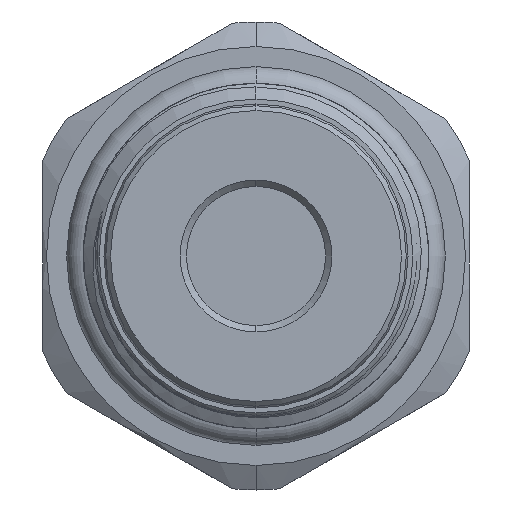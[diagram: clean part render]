
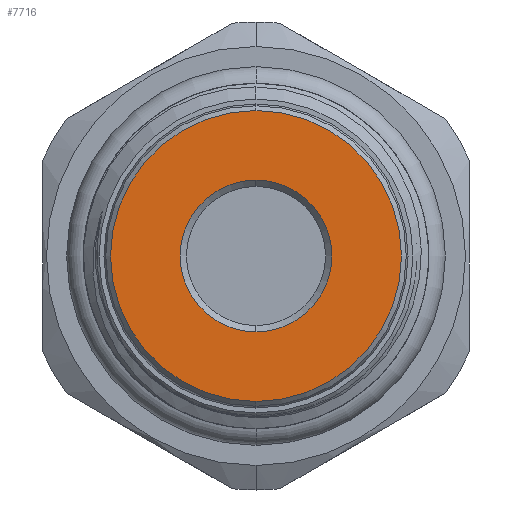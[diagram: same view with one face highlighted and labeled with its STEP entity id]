
A CAD part, left-side view. The second image highlights one B-rep face of the part: STEP entity #7716.
In plain terms, the highlighted planar face has unit normal (-1, 0, 0).
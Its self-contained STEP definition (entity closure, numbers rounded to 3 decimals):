
#147 = FACE_OUTER_BOUND ( 'NONE', #7306, .T. ) ;
#1550 = CARTESIAN_POINT ( 'NONE',  ( -43.6, 0., -4.8 ) ) ;
#2363 = ORIENTED_EDGE ( 'NONE', *, *, #14850, .T. ) ;
#2754 = ORIENTED_EDGE ( 'NONE', *, *, #10989, .T. ) ;
#2911 = CARTESIAN_POINT ( 'NONE',  ( -43.6, 0., 0. ) ) ;
#3015 = DIRECTION ( 'NONE',  ( 0., 0., -1. ) ) ;
#3223 = DIRECTION ( 'NONE',  ( 1., 0., 0. ) ) ;
#3266 = CIRCLE ( 'NONE', #13752, 9.2 ) ;
#3322 = PLANE ( 'NONE',  #13222 ) ;
#3554 = DIRECTION ( 'NONE',  ( 0., 0., -1. ) ) ;
#3725 = ORIENTED_EDGE ( 'NONE', *, *, #13094, .T. ) ;
#3739 = EDGE_CURVE ( 'NONE', #5070, #14909, #3266, .T. ) ;
#5070 = VERTEX_POINT ( 'NONE', #11700 ) ;
#5771 = CARTESIAN_POINT ( 'NONE',  ( -43.6, 0., 4.8 ) ) ;
#6024 = DIRECTION ( 'NONE',  ( 0., 0., -1. ) ) ;
#6050 = AXIS2_PLACEMENT_3D ( 'NONE', #14713, #7016, #8304 ) ;
#6242 = DIRECTION ( 'NONE',  ( 1., 0., 0. ) ) ;
#6735 = CIRCLE ( 'NONE', #6050, 4.8 ) ;
#7016 = DIRECTION ( 'NONE',  ( 1., 0., 0. ) ) ;
#7220 = CARTESIAN_POINT ( 'NONE',  ( -43.6, 0., 0. ) ) ;
#7306 = EDGE_LOOP ( 'NONE', ( #16024, #3725 ) ) ;
#7579 = AXIS2_PLACEMENT_3D ( 'NONE', #2911, #13412, #3015 ) ;
#7716 = ADVANCED_FACE ( 'NONE', ( #13038, #147 ), #3322, .F. ) ;
#8304 = DIRECTION ( 'NONE',  ( 0., 0., -1. ) ) ;
#8576 = CIRCLE ( 'NONE', #10607, 4.8 ) ;
#8776 = CARTESIAN_POINT ( 'NONE',  ( -43.6, 0., 0. ) ) ;
#10057 = DIRECTION ( 'NONE',  ( -1., 0., 0. ) ) ;
#10314 = CARTESIAN_POINT ( 'NONE',  ( -43.6, 0., 9.2 ) ) ;
#10374 = VERTEX_POINT ( 'NONE', #1550 ) ;
#10607 = AXIS2_PLACEMENT_3D ( 'NONE', #7220, #3223, #16226 ) ;
#10989 = EDGE_CURVE ( 'NONE', #10374, #16369, #6735, .T. ) ;
#11654 = EDGE_LOOP ( 'NONE', ( #2363, #2754 ) ) ;
#11700 = CARTESIAN_POINT ( 'NONE',  ( -43.6, 0., -9.2 ) ) ;
#13038 = FACE_BOUND ( 'NONE', #11654, .T. ) ;
#13094 = EDGE_CURVE ( 'NONE', #14909, #5070, #14435, .T. ) ;
#13222 = AXIS2_PLACEMENT_3D ( 'NONE', #13610, #6242, #3554 ) ;
#13412 = DIRECTION ( 'NONE',  ( -1., 0., 0. ) ) ;
#13610 = CARTESIAN_POINT ( 'NONE',  ( -43.6, 0., 0. ) ) ;
#13752 = AXIS2_PLACEMENT_3D ( 'NONE', #8776, #10057, #6024 ) ;
#14435 = CIRCLE ( 'NONE', #7579, 9.2 ) ;
#14713 = CARTESIAN_POINT ( 'NONE',  ( -43.6, 0., 0. ) ) ;
#14850 = EDGE_CURVE ( 'NONE', #16369, #10374, #8576, .T. ) ;
#14909 = VERTEX_POINT ( 'NONE', #10314 ) ;
#16024 = ORIENTED_EDGE ( 'NONE', *, *, #3739, .T. ) ;
#16226 = DIRECTION ( 'NONE',  ( 0., 0., -1. ) ) ;
#16369 = VERTEX_POINT ( 'NONE', #5771 ) ;
